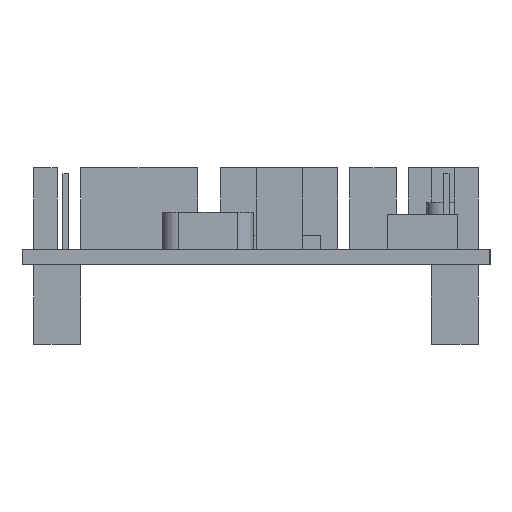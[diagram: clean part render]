
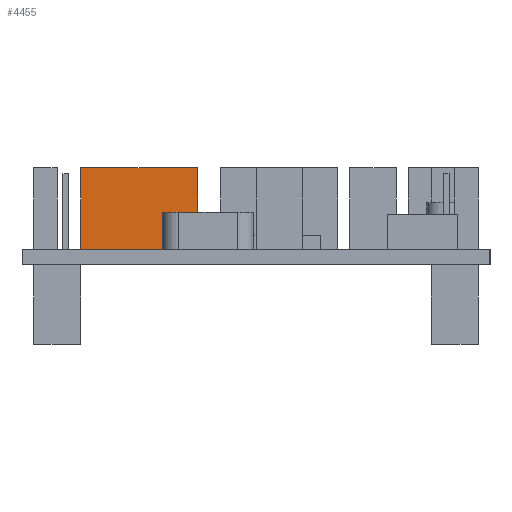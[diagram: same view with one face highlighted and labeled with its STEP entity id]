
A CAD part, left-side view. The second image highlights one B-rep face of the part: STEP entity #4455.
In plain terms, the highlighted planar face has unit normal (-1, 0, 0).
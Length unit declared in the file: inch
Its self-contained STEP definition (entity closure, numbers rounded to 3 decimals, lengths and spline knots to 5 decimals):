
#3963=FACE_OUTER_BOUND('',#5644,.T.);
#4455=ADVANCED_FACE('',(#3963),#4949,.T.);
#4949=PLANE('',#12829);
#5644=EDGE_LOOP('',(#7928,#7929,#7930,#7931));
#7928=ORIENTED_EDGE('',*,*,#8834,.F.);
#7929=ORIENTED_EDGE('',*,*,#9963,.F.);
#7930=ORIENTED_EDGE('',*,*,#9964,.T.);
#7931=ORIENTED_EDGE('',*,*,#9965,.T.);
#8046=VERTEX_POINT('',#15057);
#8047=VERTEX_POINT('',#15058);
#8802=VERTEX_POINT('',#17408);
#8803=VERTEX_POINT('',#17410);
#8834=EDGE_CURVE('',#8046,#8047,#10014,.T.);
#9963=EDGE_CURVE('',#8802,#8046,#11143,.T.);
#9964=EDGE_CURVE('',#8802,#8803,#11144,.T.);
#9965=EDGE_CURVE('',#8803,#8047,#11145,.T.);
#10014=LINE('',#15056,#11190);
#11143=LINE('',#17407,#12319);
#11144=LINE('',#17409,#12320);
#11145=LINE('',#17411,#12321);
#11190=VECTOR('',#12873,1.);
#12319=VECTOR('',#14934,1.);
#12320=VECTOR('',#14935,1.);
#12321=VECTOR('',#14936,1.);
#12829=AXIS2_PLACEMENT_3D('',#17412,#14937,#14938);
#12873=DIRECTION('',(0.,1.,0.));
#14934=DIRECTION('',(0.,0.,-1.));
#14935=DIRECTION('',(0.,1.,0.));
#14936=DIRECTION('',(0.,0.,-1.));
#14937=DIRECTION('',(-1.,0.,0.));
#14938=DIRECTION('',(0.,0.,1.));
#15056=CARTESIAN_POINT('',(4.99,1.25,0.065));
#15057=CARTESIAN_POINT('',(4.99,1.25,0.065));
#15058=CARTESIAN_POINT('',(4.99,1.75,0.065));
#17407=CARTESIAN_POINT('',(4.99,1.25,0.415));
#17408=CARTESIAN_POINT('',(4.99,1.25,0.415));
#17409=CARTESIAN_POINT('',(4.99,1.25,0.415));
#17410=CARTESIAN_POINT('',(4.99,1.75,0.415));
#17411=CARTESIAN_POINT('',(4.99,1.75,0.415));
#17412=CARTESIAN_POINT('',(4.99,1.25,0.415));
